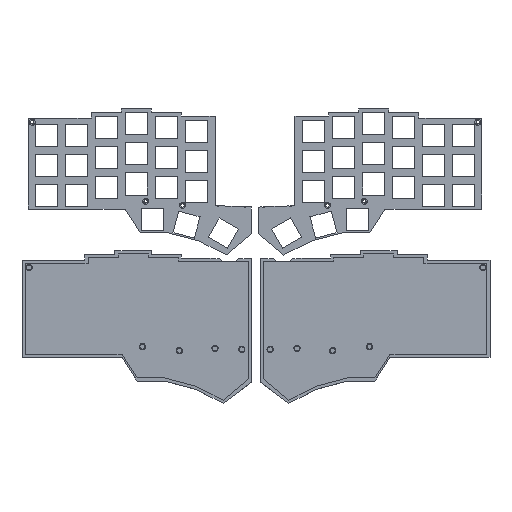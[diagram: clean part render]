
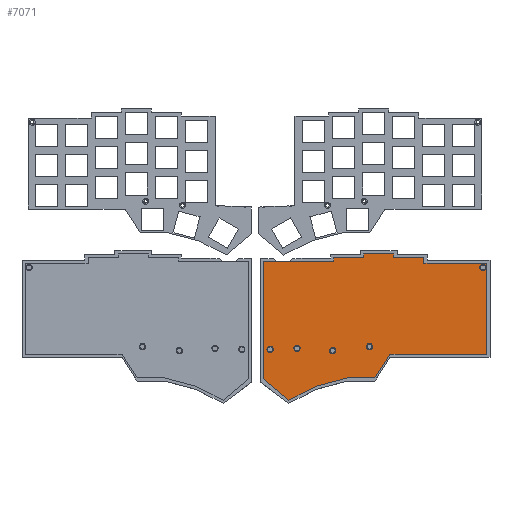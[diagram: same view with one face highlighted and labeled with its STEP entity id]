
A CAD part, top view. The second image highlights one B-rep face of the part: STEP entity #7071.
In plain terms, the highlighted planar face has unit normal (0, 0, 1).
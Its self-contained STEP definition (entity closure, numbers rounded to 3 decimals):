
#6164=CARTESIAN_POINT('',(294.514,20.86,2.));
#6165=VERTEX_POINT('',#6164);
#6172=CARTESIAN_POINT('',(294.514,-36.751,2.));
#6173=VERTEX_POINT('',#6172);
#6174=CARTESIAN_POINT('',(294.514,-36.751,2.));
#6175=DIRECTION('',(0.,1.,0.));
#6176=VECTOR('',#6175,57.611);
#6177=LINE('',#6174,#6176);
#6178=EDGE_CURVE('',#6173,#6165,#6177,.T.);
#6202=CARTESIAN_POINT('',(254.658,20.86,2.));
#6203=VERTEX_POINT('',#6202);
#6210=CARTESIAN_POINT('',(254.658,20.86,2.));
#6211=DIRECTION('',(1.,0.,0.));
#6212=VECTOR('',#6211,39.856);
#6213=LINE('',#6210,#6212);
#6214=EDGE_CURVE('',#6203,#6165,#6213,.T.);
#6233=CARTESIAN_POINT('',(254.657,24.463,2.));
#6234=VERTEX_POINT('',#6233);
#6241=CARTESIAN_POINT('',(254.658,20.86,2.));
#6242=DIRECTION('',(0.,1.,0.));
#6243=VECTOR('',#6242,3.603);
#6244=LINE('',#6241,#6243);
#6245=EDGE_CURVE('',#6203,#6234,#6244,.T.);
#6264=CARTESIAN_POINT('',(235.607,24.463,2.));
#6265=VERTEX_POINT('',#6264);
#6272=CARTESIAN_POINT('',(254.657,24.463,2.));
#6273=DIRECTION('',(-1.,0.,0.));
#6274=VECTOR('',#6273,19.05);
#6275=LINE('',#6272,#6274);
#6276=EDGE_CURVE('',#6234,#6265,#6275,.T.);
#6295=CARTESIAN_POINT('',(235.607,26.876,2.));
#6296=VERTEX_POINT('',#6295);
#6303=CARTESIAN_POINT('',(235.607,24.463,2.));
#6304=DIRECTION('',(0.,1.,0.));
#6305=VECTOR('',#6304,2.413);
#6306=LINE('',#6303,#6305);
#6307=EDGE_CURVE('',#6265,#6296,#6306,.T.);
#6326=CARTESIAN_POINT('',(216.565,26.876,2.));
#6327=VERTEX_POINT('',#6326);
#6334=CARTESIAN_POINT('',(235.607,26.876,2.));
#6335=DIRECTION('',(-1.,0.,0.));
#6336=VECTOR('',#6335,19.042);
#6337=LINE('',#6334,#6336);
#6338=EDGE_CURVE('',#6296,#6327,#6337,.T.);
#6357=CARTESIAN_POINT('',(216.565,24.463,2.));
#6358=VERTEX_POINT('',#6357);
#6365=CARTESIAN_POINT('',(216.565,26.876,2.));
#6366=DIRECTION('',(0.,-1.,0.));
#6367=VECTOR('',#6366,2.413);
#6368=LINE('',#6365,#6367);
#6369=EDGE_CURVE('',#6327,#6358,#6368,.T.);
#6388=CARTESIAN_POINT('',(197.515,24.463,2.));
#6389=VERTEX_POINT('',#6388);
#6396=CARTESIAN_POINT('',(216.565,24.463,2.));
#6397=DIRECTION('',(-1.,0.,0.));
#6398=VECTOR('',#6397,19.05);
#6399=LINE('',#6396,#6398);
#6400=EDGE_CURVE('',#6358,#6389,#6399,.T.);
#6419=CARTESIAN_POINT('',(197.515,22.177,2.));
#6420=VERTEX_POINT('',#6419);
#6427=CARTESIAN_POINT('',(197.515,24.463,2.));
#6428=DIRECTION('',(0.,-1.,0.));
#6429=VECTOR('',#6428,2.286);
#6430=LINE('',#6427,#6429);
#6431=EDGE_CURVE('',#6389,#6420,#6430,.T.);
#6450=CARTESIAN_POINT('',(175.958,22.177,2.));
#6451=VERTEX_POINT('',#6450);
#6458=CARTESIAN_POINT('',(175.958,22.177,2.));
#6459=DIRECTION('',(1.,0.,-0.));
#6460=VECTOR('',#6459,21.557);
#6461=LINE('',#6458,#6460);
#6462=EDGE_CURVE('',#6451,#6420,#6461,.T.);
#6481=CARTESIAN_POINT('',(175.783,22.002,2.));
#6482=VERTEX_POINT('',#6481);
#6489=CARTESIAN_POINT('',(175.958,22.177,2.));
#6490=DIRECTION('',(-0.707,-0.707,0.));
#6491=VECTOR('',#6490,0.248);
#6492=LINE('',#6489,#6491);
#6493=EDGE_CURVE('',#6451,#6482,#6492,.T.);
#6512=CARTESIAN_POINT('',(175.577,21.796,2.));
#6513=VERTEX_POINT('',#6512);
#6520=CARTESIAN_POINT('',(175.783,22.002,2.));
#6521=DIRECTION('',(-0.707,-0.707,0.));
#6522=VECTOR('',#6521,0.291);
#6523=LINE('',#6520,#6522);
#6524=EDGE_CURVE('',#6482,#6513,#6523,.T.);
#6543=CARTESIAN_POINT('',(153.098,21.796,2.));
#6544=VERTEX_POINT('',#6543);
#6551=CARTESIAN_POINT('',(175.577,21.796,2.));
#6552=DIRECTION('',(-1.,0.,0.));
#6553=VECTOR('',#6552,22.479);
#6554=LINE('',#6551,#6553);
#6555=EDGE_CURVE('',#6513,#6544,#6554,.T.);
#6574=CARTESIAN_POINT('',(153.098,-52.372,2.));
#6575=VERTEX_POINT('',#6574);
#6582=CARTESIAN_POINT('',(153.098,21.796,2.));
#6583=DIRECTION('',(0.,-1.,0.));
#6584=VECTOR('',#6583,74.168);
#6585=LINE('',#6582,#6584);
#6586=EDGE_CURVE('',#6544,#6575,#6585,.T.);
#6605=CARTESIAN_POINT('',(168.973,-65.834,2.));
#6606=VERTEX_POINT('',#6605);
#6613=CARTESIAN_POINT('',(153.098,-52.372,2.));
#6614=DIRECTION('',(0.763,-0.647,0.));
#6615=VECTOR('',#6614,20.815);
#6616=LINE('',#6613,#6615);
#6617=EDGE_CURVE('',#6575,#6606,#6616,.T.);
#6636=CARTESIAN_POINT('',(186.499,-56.944,2.));
#6637=VERTEX_POINT('',#6636);
#6644=CARTESIAN_POINT('',(168.973,-65.834,2.));
#6645=DIRECTION('',(0.892,0.452,0.));
#6646=VECTOR('',#6645,19.652);
#6647=LINE('',#6644,#6646);
#6648=EDGE_CURVE('',#6606,#6637,#6647,.T.);
#6667=CARTESIAN_POINT('',(206.184,-51.737,2.));
#6668=VERTEX_POINT('',#6667);
#6675=CARTESIAN_POINT('',(186.499,-56.944,2.));
#6676=DIRECTION('',(0.967,0.256,0.));
#6677=VECTOR('',#6676,20.362);
#6678=LINE('',#6675,#6677);
#6679=EDGE_CURVE('',#6637,#6668,#6678,.T.);
#6698=CARTESIAN_POINT('',(223.583,-51.737,2.));
#6699=VERTEX_POINT('',#6698);
#6706=CARTESIAN_POINT('',(206.184,-51.737,2.));
#6707=DIRECTION('',(1.,0.,-0.));
#6708=VECTOR('',#6707,17.399);
#6709=LINE('',#6706,#6708);
#6710=EDGE_CURVE('',#6668,#6699,#6709,.T.);
#6729=CARTESIAN_POINT('',(233.108,-36.751,2.));
#6730=VERTEX_POINT('',#6729);
#6737=CARTESIAN_POINT('',(223.583,-51.737,2.));
#6738=DIRECTION('',(0.536,0.844,0.));
#6739=VECTOR('',#6738,17.757);
#6740=LINE('',#6737,#6739);
#6741=EDGE_CURVE('',#6699,#6730,#6740,.T.);
#6754=CARTESIAN_POINT('',(172.18,-33.034,2.));
#6755=VERTEX_POINT('',#6754);
#6779=CARTESIAN_POINT('',(176.18,-33.034,2.));
#6780=VERTEX_POINT('',#6779);
#6781=CARTESIAN_POINT('',(174.18,-33.034,2.));
#6782=DIRECTION('',(0.,0.,1.));
#6783=DIRECTION('',(1.,0.,-0.));
#6784=AXIS2_PLACEMENT_3D('',#6781,#6782,#6783);
#6785=CIRCLE('',#6784,2.);
#6786=EDGE_CURVE('',#6755,#6780,#6785,.T.);
#6788=CARTESIAN_POINT('',(174.18,-33.034,2.));
#6789=DIRECTION('',(0.,0.,1.));
#6790=DIRECTION('',(1.,0.,-0.));
#6791=AXIS2_PLACEMENT_3D('',#6788,#6789,#6790);
#6792=CIRCLE('',#6791,2.);
#6793=EDGE_CURVE('',#6780,#6755,#6792,.T.);
#6805=CARTESIAN_POINT('',(194.77,-34.402,2.));
#6806=VERTEX_POINT('',#6805);
#6830=CARTESIAN_POINT('',(198.77,-34.402,2.));
#6831=VERTEX_POINT('',#6830);
#6832=CARTESIAN_POINT('',(196.77,-34.402,2.));
#6833=DIRECTION('',(0.,0.,1.));
#6834=DIRECTION('',(1.,0.,-0.));
#6835=AXIS2_PLACEMENT_3D('',#6832,#6833,#6834);
#6836=CIRCLE('',#6835,2.);
#6837=EDGE_CURVE('',#6806,#6831,#6836,.T.);
#6839=CARTESIAN_POINT('',(196.77,-34.402,2.));
#6840=DIRECTION('',(0.,0.,1.));
#6841=DIRECTION('',(1.,0.,-0.));
#6842=AXIS2_PLACEMENT_3D('',#6839,#6840,#6841);
#6843=CIRCLE('',#6842,2.);
#6844=EDGE_CURVE('',#6831,#6806,#6843,.T.);
#6856=CARTESIAN_POINT('',(218.138,-31.862,2.));
#6857=VERTEX_POINT('',#6856);
#6881=CARTESIAN_POINT('',(222.138,-31.862,2.));
#6882=VERTEX_POINT('',#6881);
#6883=CARTESIAN_POINT('',(220.138,-31.862,2.));
#6884=DIRECTION('',(0.,0.,1.));
#6885=DIRECTION('',(1.,0.,-0.));
#6886=AXIS2_PLACEMENT_3D('',#6883,#6884,#6885);
#6887=CIRCLE('',#6886,2.);
#6888=EDGE_CURVE('',#6857,#6882,#6887,.T.);
#6890=CARTESIAN_POINT('',(220.138,-31.862,2.));
#6891=DIRECTION('',(0.,0.,1.));
#6892=DIRECTION('',(1.,0.,-0.));
#6893=AXIS2_PLACEMENT_3D('',#6890,#6891,#6892);
#6894=CIRCLE('',#6893,2.);
#6895=EDGE_CURVE('',#6882,#6857,#6894,.T.);
#6907=CARTESIAN_POINT('',(290.036,18.24,2.));
#6908=VERTEX_POINT('',#6907);
#6932=CARTESIAN_POINT('',(294.036,18.24,2.));
#6933=VERTEX_POINT('',#6932);
#6934=CARTESIAN_POINT('',(292.036,18.24,2.));
#6935=DIRECTION('',(0.,0.,1.));
#6936=DIRECTION('',(1.,0.,-0.));
#6937=AXIS2_PLACEMENT_3D('',#6934,#6935,#6936);
#6938=CIRCLE('',#6937,2.);
#6939=EDGE_CURVE('',#6908,#6933,#6938,.T.);
#6941=CARTESIAN_POINT('',(292.036,18.24,2.));
#6942=DIRECTION('',(0.,0.,1.));
#6943=DIRECTION('',(1.,0.,-0.));
#6944=AXIS2_PLACEMENT_3D('',#6941,#6942,#6943);
#6945=CIRCLE('',#6944,2.);
#6946=EDGE_CURVE('',#6933,#6908,#6945,.T.);
#6963=CARTESIAN_POINT('',(233.108,-36.751,2.));
#6964=DIRECTION('',(1.,0.,0.));
#6965=VECTOR('',#6964,61.405);
#6966=LINE('',#6963,#6965);
#6967=EDGE_CURVE('',#6730,#6173,#6966,.T.);
#6980=CARTESIAN_POINT('',(155.179,-33.647,2.));
#6981=VERTEX_POINT('',#6980);
#7005=CARTESIAN_POINT('',(159.179,-33.647,2.));
#7006=VERTEX_POINT('',#7005);
#7007=CARTESIAN_POINT('',(157.179,-33.647,2.));
#7008=DIRECTION('',(0.,0.,1.));
#7009=DIRECTION('',(1.,0.,-0.));
#7010=AXIS2_PLACEMENT_3D('',#7007,#7008,#7009);
#7011=CIRCLE('',#7010,2.);
#7012=EDGE_CURVE('',#6981,#7006,#7011,.T.);
#7014=CARTESIAN_POINT('',(157.179,-33.647,2.));
#7015=DIRECTION('',(0.,0.,1.));
#7016=DIRECTION('',(1.,0.,-0.));
#7017=AXIS2_PLACEMENT_3D('',#7014,#7015,#7016);
#7018=CIRCLE('',#7017,2.);
#7019=EDGE_CURVE('',#7006,#6981,#7018,.T.);
#7024=CARTESIAN_POINT('',(0.,0.,2.));
#7025=DIRECTION('',(0.,0.,1.));
#7026=DIRECTION('',(1.,0.,0.));
#7027=AXIS2_PLACEMENT_3D('',#7024,#7025,#7026);
#7028=PLANE('',#7027);
#7029=ORIENTED_EDGE('',*,*,#6178,.T.);
#7030=ORIENTED_EDGE('',*,*,#6214,.F.);
#7031=ORIENTED_EDGE('',*,*,#6245,.T.);
#7032=ORIENTED_EDGE('',*,*,#6276,.T.);
#7033=ORIENTED_EDGE('',*,*,#6307,.T.);
#7034=ORIENTED_EDGE('',*,*,#6338,.T.);
#7035=ORIENTED_EDGE('',*,*,#6369,.T.);
#7036=ORIENTED_EDGE('',*,*,#6400,.T.);
#7037=ORIENTED_EDGE('',*,*,#6431,.T.);
#7038=ORIENTED_EDGE('',*,*,#6462,.F.);
#7039=ORIENTED_EDGE('',*,*,#6493,.T.);
#7040=ORIENTED_EDGE('',*,*,#6524,.T.);
#7041=ORIENTED_EDGE('',*,*,#6555,.T.);
#7042=ORIENTED_EDGE('',*,*,#6586,.T.);
#7043=ORIENTED_EDGE('',*,*,#6617,.T.);
#7044=ORIENTED_EDGE('',*,*,#6648,.T.);
#7045=ORIENTED_EDGE('',*,*,#6679,.T.);
#7046=ORIENTED_EDGE('',*,*,#6710,.T.);
#7047=ORIENTED_EDGE('',*,*,#6741,.T.);
#7048=ORIENTED_EDGE('',*,*,#6967,.T.);
#7049=EDGE_LOOP('',(#7029,#7030,#7031,#7032,#7033,#7034,#7035,#7036,#7037,#7038,#7039,#7040,#7041,#7042,#7043,#7044,#7045,#7046,#7047,#7048));
#7050=FACE_BOUND('',#7049,.T.);
#7051=ORIENTED_EDGE('',*,*,#6939,.F.);
#7052=ORIENTED_EDGE('',*,*,#6946,.F.);
#7053=EDGE_LOOP('',(#7051,#7052));
#7054=FACE_BOUND('',#7053,.T.);
#7055=ORIENTED_EDGE('',*,*,#6888,.F.);
#7056=ORIENTED_EDGE('',*,*,#6895,.F.);
#7057=EDGE_LOOP('',(#7055,#7056));
#7058=FACE_BOUND('',#7057,.T.);
#7059=ORIENTED_EDGE('',*,*,#6837,.F.);
#7060=ORIENTED_EDGE('',*,*,#6844,.F.);
#7061=EDGE_LOOP('',(#7059,#7060));
#7062=FACE_BOUND('',#7061,.T.);
#7063=ORIENTED_EDGE('',*,*,#6786,.F.);
#7064=ORIENTED_EDGE('',*,*,#6793,.F.);
#7065=EDGE_LOOP('',(#7063,#7064));
#7066=FACE_BOUND('',#7065,.T.);
#7067=ORIENTED_EDGE('',*,*,#7012,.F.);
#7068=ORIENTED_EDGE('',*,*,#7019,.F.);
#7069=EDGE_LOOP('',(#7067,#7068));
#7070=FACE_BOUND('',#7069,.T.);
#7071=ADVANCED_FACE('',(#7050,#7054,#7058,#7062,#7066,#7070),#7028,.T.);
